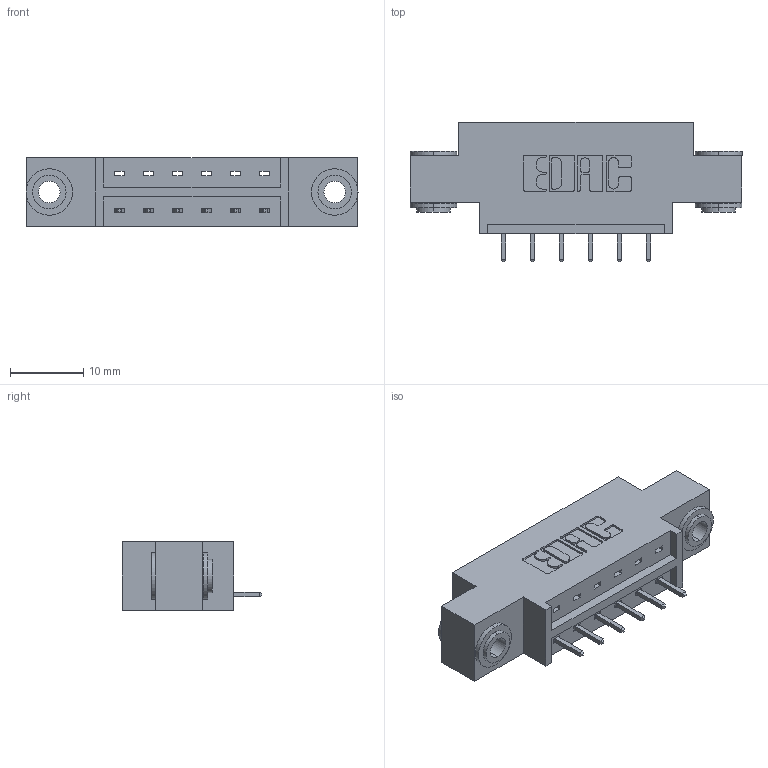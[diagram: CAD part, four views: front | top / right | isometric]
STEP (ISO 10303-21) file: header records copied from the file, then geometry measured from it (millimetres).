
FILE_DESCRIPTION (( 'STEP AP203' ), '1' );
FILE_NAME ('333-006-521-603.STEP', '2018-07-31T21:11:30', ( '' ), ( '' ), 'SwSTEP 2.0', 'SolidWorks 2016', '' );
FILE_SCHEMA (( 'CONFIG_CONTROL_DESIGN' ));
Length unit declared in the file: inch
Products named in the file (4): 333 Part_Offset - .156 Dia - TH; 345-292-001_345-293-121; 345-250-002_345-250-002-102; 333-006-521-603
Assembly tree (9 placements, depth 2):
  333-006-521-603
    333 Part_Offset - .156 Dia - TH
    345-292-001_345-293-121  x6
    345-250-002_345-250-002-102  x2
Bounding box: 45.31 x 19.06 x 9.4 mm (x, y, z)
Volume: 4024.8 mm3; surface area: 4473.8 mm2
Topology: 9 solids, 9 shells, 504 faces, 1455 edges, 958 vertices
Faces by surface type: plane 336, cylinder 160, cone 8
Entity records: 9124 total; most frequent: CARTESIAN_POINT 1559, ORIENTED_EDGE 1494, DIRECTION 1421, EDGE_CURVE 747, LINE 595, VECTOR 595, VERTEX_POINT 494, AXIS2_PLACEMENT_3D 413
